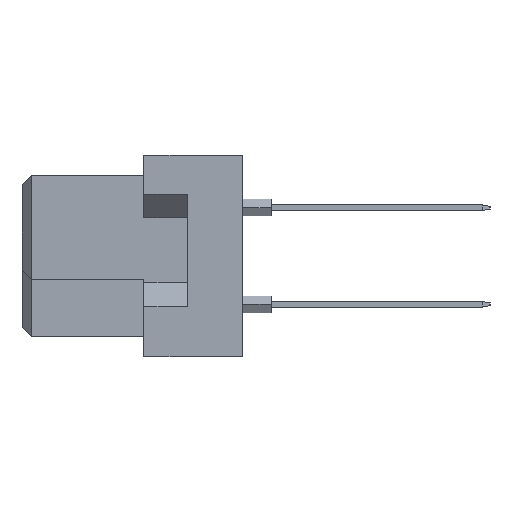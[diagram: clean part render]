
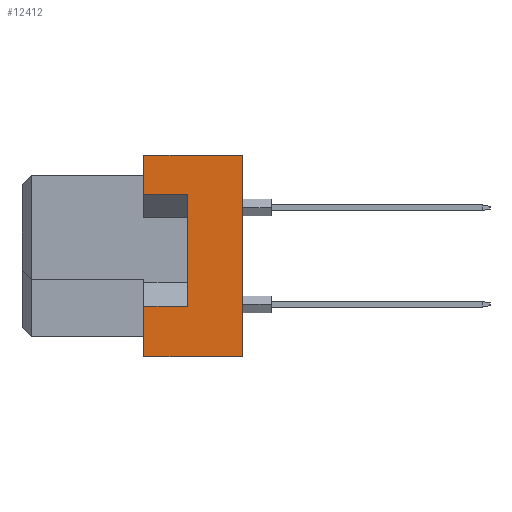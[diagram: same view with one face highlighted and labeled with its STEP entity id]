
A CAD part, left-side view. The second image highlights one B-rep face of the part: STEP entity #12412.
In plain terms, the highlighted planar face has unit normal (-1, 0, 0).
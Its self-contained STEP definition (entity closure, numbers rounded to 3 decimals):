
#284 = ORIENTED_EDGE ( 'NONE', *, *, #30960, .T. ) ;
#395 = ORIENTED_EDGE ( 'NONE', *, *, #18094, .T. ) ;
#1198 = CARTESIAN_POINT ( 'NONE',  ( -47.5, -6.4, 5.3 ) ) ;
#1579 = CARTESIAN_POINT ( 'NONE',  ( -47.5, -11.6, -5.3 ) ) ;
#1800 = FACE_OUTER_BOUND ( 'NONE', #37067, .T. ) ;
#2295 = CARTESIAN_POINT ( 'NONE',  ( -47.5, -6.4, -2.65 ) ) ;
#4210 = CARTESIAN_POINT ( 'NONE',  ( -47.5, -8.7, 3.25 ) ) ;
#4640 = DIRECTION ( 'NONE',  ( 0., 0., 1. ) ) ;
#5579 = DIRECTION ( 'NONE',  ( 0., 0., 1. ) ) ;
#7342 = EDGE_CURVE ( 'NONE', #37774, #18095, #13176, .T. ) ;
#7474 = ORIENTED_EDGE ( 'NONE', *, *, #37412, .F. ) ;
#7508 = CARTESIAN_POINT ( 'NONE',  ( -47.5, -11.6, 5.3 ) ) ;
#8094 = ORIENTED_EDGE ( 'NONE', *, *, #33964, .F. ) ;
#8964 = CARTESIAN_POINT ( 'NONE',  ( -47.5, -6.4, -5.3 ) ) ;
#9318 = DIRECTION ( 'NONE',  ( 0., 1., 0. ) ) ;
#9397 = VERTEX_POINT ( 'NONE', #2295 ) ;
#10970 = LINE ( 'NONE', #19491, #26237 ) ;
#12412 = ADVANCED_FACE ( 'NONE', ( #1800 ), #32380, .T. ) ;
#12429 = ORIENTED_EDGE ( 'NONE', *, *, #34160, .F. ) ;
#13176 = LINE ( 'NONE', #20037, #34333 ) ;
#13330 = LINE ( 'NONE', #4210, #16978 ) ;
#13518 = DIRECTION ( 'NONE',  ( 0., 1., 0. ) ) ;
#13679 = VERTEX_POINT ( 'NONE', #1198 ) ;
#15491 = VERTEX_POINT ( 'NONE', #23217 ) ;
#15843 = CARTESIAN_POINT ( 'NONE',  ( -47.5, -6.4, -5.3 ) ) ;
#16166 = ORIENTED_EDGE ( 'NONE', *, *, #7342, .F. ) ;
#16978 = VECTOR ( 'NONE', #13518, 1000. ) ;
#17349 = VERTEX_POINT ( 'NONE', #8964 ) ;
#17361 = AXIS2_PLACEMENT_3D ( 'NONE', #7508, #23082, #28763 ) ;
#18094 = EDGE_CURVE ( 'NONE', #19748, #15491, #33112, .T. ) ;
#18095 = VERTEX_POINT ( 'NONE', #32713 ) ;
#19491 = CARTESIAN_POINT ( 'NONE',  ( -47.5, -11.6, 5.3 ) ) ;
#19748 = VERTEX_POINT ( 'NONE', #28485 ) ;
#20037 = CARTESIAN_POINT ( 'NONE',  ( -47.5, -8.7, -2.65 ) ) ;
#20924 = LINE ( 'NONE', #33457, #37846 ) ;
#20953 = EDGE_CURVE ( 'NONE', #18095, #31714, #13330, .T. ) ;
#22469 = ORIENTED_EDGE ( 'NONE', *, *, #20953, .F. ) ;
#23082 = DIRECTION ( 'NONE',  ( -1., 0., 0. ) ) ;
#23217 = CARTESIAN_POINT ( 'NONE',  ( -47.5, -11.6, 5.3 ) ) ;
#24344 = LINE ( 'NONE', #15843, #33306 ) ;
#25647 = CARTESIAN_POINT ( 'NONE',  ( -47.5, -8.7, -2.65 ) ) ;
#25739 = VECTOR ( 'NONE', #35002, 1000. ) ;
#26237 = VECTOR ( 'NONE', #34678, 1000. ) ;
#27517 = CARTESIAN_POINT ( 'NONE',  ( -47.5, -8.7, -2.65 ) ) ;
#27622 = ORIENTED_EDGE ( 'NONE', *, *, #35438, .T. ) ;
#28126 = LINE ( 'NONE', #27517, #34535 ) ;
#28192 = DIRECTION ( 'NONE',  ( 0., 0., 1. ) ) ;
#28485 = CARTESIAN_POINT ( 'NONE',  ( -47.5, -11.6, -5.3 ) ) ;
#28763 = DIRECTION ( 'NONE',  ( 0., 0., 1. ) ) ;
#29310 = LINE ( 'NONE', #1579, #25739 ) ;
#30023 = DIRECTION ( 'NONE',  ( 0., 0., 1. ) ) ;
#30960 = EDGE_CURVE ( 'NONE', #37774, #9397, #28126, .T. ) ;
#31714 = VERTEX_POINT ( 'NONE', #32905 ) ;
#31822 = VECTOR ( 'NONE', #5579, 1000. ) ;
#32380 = PLANE ( 'NONE',  #17361 ) ;
#32713 = CARTESIAN_POINT ( 'NONE',  ( -47.5, -8.7, 3.25 ) ) ;
#32905 = CARTESIAN_POINT ( 'NONE',  ( -47.5, -6.4, 3.25 ) ) ;
#33112 = LINE ( 'NONE', #36345, #31822 ) ;
#33306 = VECTOR ( 'NONE', #28192, 1000. ) ;
#33457 = CARTESIAN_POINT ( 'NONE',  ( -47.5, -6.4, -5.3 ) ) ;
#33964 = EDGE_CURVE ( 'NONE', #17349, #9397, #20924, .T. ) ;
#34160 = EDGE_CURVE ( 'NONE', #31714, #13679, #24344, .T. ) ;
#34333 = VECTOR ( 'NONE', #4640, 1000. ) ;
#34535 = VECTOR ( 'NONE', #9318, 1000. ) ;
#34678 = DIRECTION ( 'NONE',  ( 0., 1., 0. ) ) ;
#35002 = DIRECTION ( 'NONE',  ( 0., 1., 0. ) ) ;
#35438 = EDGE_CURVE ( 'NONE', #15491, #13679, #10970, .T. ) ;
#36345 = CARTESIAN_POINT ( 'NONE',  ( -47.5, -11.6, 5.3 ) ) ;
#37067 = EDGE_LOOP ( 'NONE', ( #284, #8094, #7474, #395, #27622, #12429, #22469, #16166 ) ) ;
#37412 = EDGE_CURVE ( 'NONE', #19748, #17349, #29310, .T. ) ;
#37774 = VERTEX_POINT ( 'NONE', #25647 ) ;
#37846 = VECTOR ( 'NONE', #30023, 1000. ) ;
